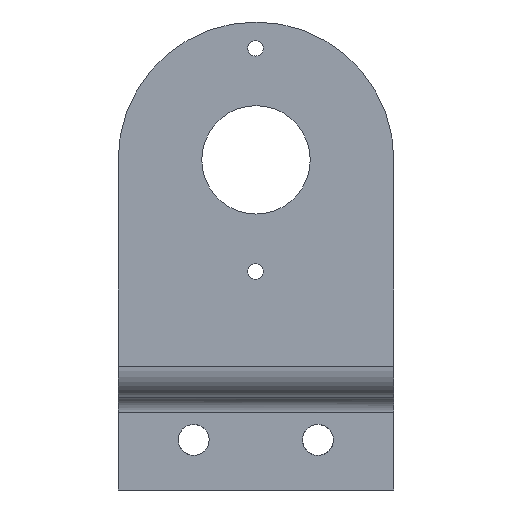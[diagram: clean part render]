
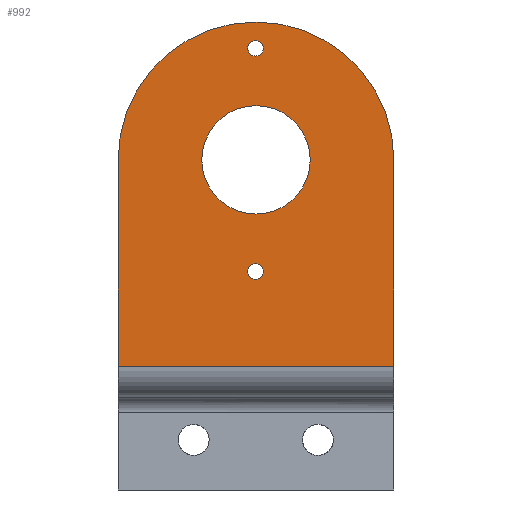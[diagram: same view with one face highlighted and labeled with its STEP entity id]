
A CAD part, front view. The second image highlights one B-rep face of the part: STEP entity #992.
In plain terms, the highlighted planar face has unit normal (0, -1, 0).
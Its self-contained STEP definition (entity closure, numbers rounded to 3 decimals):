
#4 = PLANE ( 'NONE',  #974 ) ;
#6 = DIRECTION ( 'NONE',  ( 0., 0., 1. ) ) ;
#21 = CARTESIAN_POINT ( 'NONE',  ( 0.025, -25.3, -13.1 ) ) ;
#48 = CARTESIAN_POINT ( 'NONE',  ( 0.025, -25.3, -9.6 ) ) ;
#51 = DIRECTION ( 'NONE',  ( 0., 1., 0. ) ) ;
#73 = AXIS2_PLACEMENT_3D ( 'NONE', #368, #362, #360 ) ;
#74 = AXIS2_PLACEMENT_3D ( 'NONE', #371, #388, #386 ) ;
#79 = AXIS2_PLACEMENT_3D ( 'NONE', #593, #599, #596 ) ;
#84 = FACE_BOUND ( 'NONE', #1020, .T. ) ;
#95 = AXIS2_PLACEMENT_3D ( 'NONE', #504, #749, #999 ) ;
#96 = ORIENTED_EDGE ( 'NONE', *, *, #424, .F. ) ;
#98 = AXIS2_PLACEMENT_3D ( 'NONE', #477, #480, #554 ) ;
#99 = AXIS2_PLACEMENT_3D ( 'NONE', #628, #431, #437 ) ;
#102 = AXIS2_PLACEMENT_3D ( 'NONE', #569, #564, #422 ) ;
#108 = ORIENTED_EDGE ( 'NONE', *, *, #379, .F. ) ;
#110 = CARTESIAN_POINT ( 'NONE',  ( 0., -25.3, -19.8 ) ) ;
#112 = CARTESIAN_POINT ( 'NONE',  ( -8.875, -25.3, -26.414 ) ) ;
#122 = AXIS2_PLACEMENT_3D ( 'NONE', #584, #633, #454 ) ;
#131 = FACE_BOUND ( 'NONE', #484, .T. ) ;
#134 = ORIENTED_EDGE ( 'NONE', *, *, #301, .F. ) ;
#147 = ORIENTED_EDGE ( 'NONE', *, *, #381, .T. ) ;
#150 = ORIENTED_EDGE ( 'NONE', *, *, #340, .F. ) ;
#200 = FACE_OUTER_BOUND ( 'NONE', #667, .T. ) ;
#234 = LINE ( 'NONE', #536, #324 ) ;
#263 = EDGE_LOOP ( 'NONE', ( #108, #96 ) ) ;
#266 = VERTEX_POINT ( 'NONE', #846 ) ;
#282 = FACE_BOUND ( 'NONE', #263, .T. ) ;
#301 = EDGE_CURVE ( 'NONE', #505, #468, #908, .T. ) ;
#302 = CARTESIAN_POINT ( 'NONE',  ( 8.925, -25.3, -13.1 ) ) ;
#315 = CARTESIAN_POINT ( 'NONE',  ( 8.925, -25.3, -26.414 ) ) ;
#324 = VECTOR ( 'NONE', #609, 1000. ) ;
#340 = EDGE_CURVE ( 'NONE', #914, #1021, #234, .T. ) ;
#360 = DIRECTION ( 'NONE',  ( 1., 0., 0. ) ) ;
#362 = DIRECTION ( 'NONE',  ( 0., 1., 0. ) ) ;
#364 = VERTEX_POINT ( 'NONE', #549 ) ;
#367 = EDGE_CURVE ( 'NONE', #364, #505, #820, .T. ) ;
#368 = CARTESIAN_POINT ( 'NONE',  ( 0.025, -25.3, -13.1 ) ) ;
#371 = CARTESIAN_POINT ( 'NONE',  ( 0.025, -25.3, -13.1 ) ) ;
#372 = EDGE_CURVE ( 'NONE', #1030, #865, #1055, .T. ) ;
#376 = EDGE_CURVE ( 'NONE', #1053, #1003, #595, .T. ) ;
#379 = EDGE_CURVE ( 'NONE', #266, #986, #1022, .T. ) ;
#381 = EDGE_CURVE ( 'NONE', #914, #468, #1037, .T. ) ;
#382 = VECTOR ( 'NONE', #436, 1000. ) ;
#386 = DIRECTION ( 'NONE',  ( 1., 0., 0. ) ) ;
#388 = DIRECTION ( 'NONE',  ( 0., -1., 0. ) ) ;
#392 = EDGE_CURVE ( 'NONE', #865, #1030, #1002, .T. ) ;
#398 = ORIENTED_EDGE ( 'NONE', *, *, #376, .F. ) ;
#415 = EDGE_CURVE ( 'NONE', #1003, #1053, #491, .T. ) ;
#422 = DIRECTION ( 'NONE',  ( -1., 0., 0. ) ) ;
#424 = EDGE_CURVE ( 'NONE', #986, #266, #537, .T. ) ;
#428 = EDGE_CURVE ( 'NONE', #1021, #364, #613, .T. ) ;
#430 = ORIENTED_EDGE ( 'NONE', *, *, #372, .F. ) ;
#431 = DIRECTION ( 'NONE',  ( 0., -1., 0. ) ) ;
#436 = DIRECTION ( 'NONE',  ( 1., 0., 0. ) ) ;
#437 = DIRECTION ( 'NONE',  ( -1., 0., 0. ) ) ;
#454 = DIRECTION ( 'NONE',  ( 1., 0., 0. ) ) ;
#468 = VERTEX_POINT ( 'NONE', #315 ) ;
#477 = CARTESIAN_POINT ( 'NONE',  ( 0.025, -25.3, -13.1 ) ) ;
#480 = DIRECTION ( 'NONE',  ( 0., -1., 0. ) ) ;
#484 = EDGE_LOOP ( 'NONE', ( #430, #690 ) ) ;
#491 = CIRCLE ( 'NONE', #79, 0.5 ) ;
#504 = CARTESIAN_POINT ( 'NONE',  ( 0., -25.3, -20.3 ) ) ;
#505 = VERTEX_POINT ( 'NONE', #302 ) ;
#536 = CARTESIAN_POINT ( 'NONE',  ( -8.875, -25.3, -28.414 ) ) ;
#537 = CIRCLE ( 'NONE', #74, 3.5 ) ;
#549 = CARTESIAN_POINT ( 'NONE',  ( 0.025, -25.3, -4.2 ) ) ;
#554 = DIRECTION ( 'NONE',  ( 1., 0., 0. ) ) ;
#564 = DIRECTION ( 'NONE',  ( 0., -1., 0. ) ) ;
#569 = CARTESIAN_POINT ( 'NONE',  ( 0., -25.3, -20.3 ) ) ;
#584 = CARTESIAN_POINT ( 'NONE',  ( 0.025, -25.3, -13.1 ) ) ;
#593 = CARTESIAN_POINT ( 'NONE',  ( 0., -25.3, -5.9 ) ) ;
#595 = CIRCLE ( 'NONE', #99, 0.5 ) ;
#596 = DIRECTION ( 'NONE',  ( -1., 0., 0. ) ) ;
#599 = DIRECTION ( 'NONE',  ( 0., -1., 0. ) ) ;
#600 = CARTESIAN_POINT ( 'NONE',  ( 8.925, -25.3, -26.414 ) ) ;
#609 = DIRECTION ( 'NONE',  ( 0., 0., 1. ) ) ;
#613 = CIRCLE ( 'NONE', #73, 8.9 ) ;
#628 = CARTESIAN_POINT ( 'NONE',  ( 0., -25.3, -5.9 ) ) ;
#633 = DIRECTION ( 'NONE',  ( 0., 1., 0. ) ) ;
#667 = EDGE_LOOP ( 'NONE', ( #150, #147, #134, #730, #902 ) ) ;
#690 = ORIENTED_EDGE ( 'NONE', *, *, #392, .F. ) ;
#725 = CARTESIAN_POINT ( 'NONE',  ( 8.925, -25.3, -13.1 ) ) ;
#730 = ORIENTED_EDGE ( 'NONE', *, *, #367, .F. ) ;
#749 = DIRECTION ( 'NONE',  ( 0., -1., 0. ) ) ;
#820 = CIRCLE ( 'NONE', #122, 8.9 ) ;
#828 = CARTESIAN_POINT ( 'NONE',  ( 0., -25.3, -6.4 ) ) ;
#831 = CARTESIAN_POINT ( 'NONE',  ( 0., -25.3, -20.8 ) ) ;
#839 = CARTESIAN_POINT ( 'NONE',  ( -8.875, -25.3, -13.1 ) ) ;
#846 = CARTESIAN_POINT ( 'NONE',  ( 0.025, -25.3, -16.6 ) ) ;
#862 = CARTESIAN_POINT ( 'NONE',  ( 0., -25.3, -5.4 ) ) ;
#865 = VERTEX_POINT ( 'NONE', #110 ) ;
#902 = ORIENTED_EDGE ( 'NONE', *, *, #428, .F. ) ;
#908 = LINE ( 'NONE', #725, #984 ) ;
#914 = VERTEX_POINT ( 'NONE', #112 ) ;
#936 = ORIENTED_EDGE ( 'NONE', *, *, #415, .F. ) ;
#952 = DIRECTION ( 'NONE',  ( 0., 0., -1. ) ) ;
#974 = AXIS2_PLACEMENT_3D ( 'NONE', #21, #51, #6 ) ;
#984 = VECTOR ( 'NONE', #952, 1000. ) ;
#986 = VERTEX_POINT ( 'NONE', #48 ) ;
#992 = ADVANCED_FACE ( 'NONE', ( #131, #84, #282, #200 ), #4, .F. ) ;
#999 = DIRECTION ( 'NONE',  ( -1., 0., 0. ) ) ;
#1002 = CIRCLE ( 'NONE', #95, 0.5 ) ;
#1003 = VERTEX_POINT ( 'NONE', #862 ) ;
#1020 = EDGE_LOOP ( 'NONE', ( #398, #936 ) ) ;
#1021 = VERTEX_POINT ( 'NONE', #839 ) ;
#1022 = CIRCLE ( 'NONE', #98, 3.5 ) ;
#1030 = VERTEX_POINT ( 'NONE', #831 ) ;
#1037 = LINE ( 'NONE', #600, #382 ) ;
#1053 = VERTEX_POINT ( 'NONE', #828 ) ;
#1055 = CIRCLE ( 'NONE', #102, 0.5 ) ;
